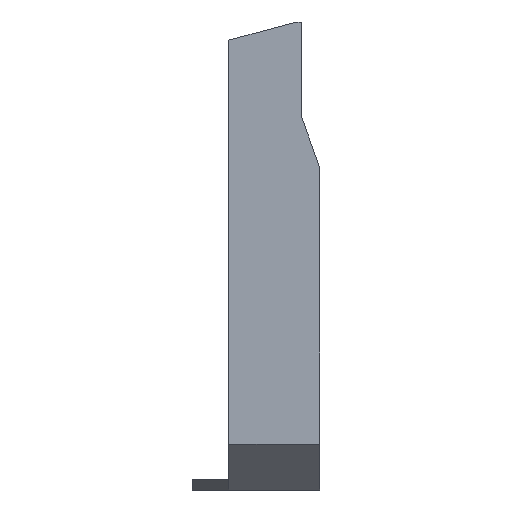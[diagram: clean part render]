
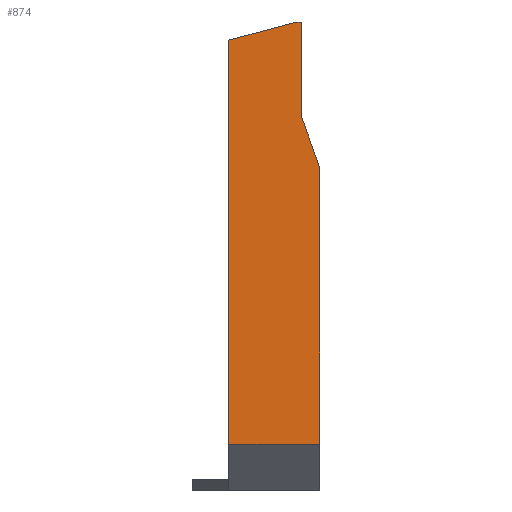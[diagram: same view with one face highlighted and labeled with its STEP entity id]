
A CAD part, left-side view. The second image highlights one B-rep face of the part: STEP entity #874.
In plain terms, the highlighted planar face has unit normal (-1, 0, 0).
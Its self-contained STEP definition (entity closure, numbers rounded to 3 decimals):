
#106 = CARTESIAN_POINT ( 'NONE',  ( -62., 22.797, 73.59 ) ) ;
#128 = CARTESIAN_POINT ( 'NONE',  ( -62., 25., -40. ) ) ;
#129 = EDGE_CURVE ( 'NONE', #1045, #1302, #1256, .T. ) ;
#133 = CARTESIAN_POINT ( 'NONE',  ( -62., 5., 52. ) ) ;
#172 = EDGE_CURVE ( 'NONE', #1742, #295, #566, .T. ) ;
#192 = VECTOR ( 'NONE', #537, 1000. ) ;
#202 = EDGE_LOOP ( 'NONE', ( #1710, #1368, #264, #1362, #711, #703, #487 ) ) ;
#216 = VECTOR ( 'NONE', #723, 1000. ) ;
#223 = FACE_OUTER_BOUND ( 'NONE', #202, .T. ) ;
#264 = ORIENTED_EDGE ( 'NONE', *, *, #951, .F. ) ;
#295 = VERTEX_POINT ( 'NONE', #1025 ) ;
#340 = CARTESIAN_POINT ( 'NONE',  ( -62., 5., 52. ) ) ;
#453 = VERTEX_POINT ( 'NONE', #713 ) ;
#487 = ORIENTED_EDGE ( 'NONE', *, *, #172, .T. ) ;
#526 = VECTOR ( 'NONE', #578, 1000. ) ;
#531 = EDGE_CURVE ( 'NONE', #656, #1742, #851, .T. ) ;
#537 = DIRECTION ( 'NONE',  ( 0., -0.336, -0.942 ) ) ;
#547 = LINE ( 'NONE', #1626, #192 ) ;
#557 = AXIS2_PLACEMENT_3D ( 'NONE', #1719, #907, #1450 ) ;
#566 = LINE ( 'NONE', #588, #875 ) ;
#578 = DIRECTION ( 'NONE',  ( 0., 0., 1. ) ) ;
#588 = CARTESIAN_POINT ( 'NONE',  ( -62., 7.5, 78. ) ) ;
#656 = VERTEX_POINT ( 'NONE', #340 ) ;
#659 = VERTEX_POINT ( 'NONE', #1021 ) ;
#667 = DIRECTION ( 'NONE',  ( 0., 0., 1. ) ) ;
#703 = ORIENTED_EDGE ( 'NONE', *, *, #531, .T. ) ;
#711 = ORIENTED_EDGE ( 'NONE', *, *, #996, .F. ) ;
#713 = CARTESIAN_POINT ( 'NONE',  ( -62., 25., 73. ) ) ;
#723 = DIRECTION ( 'NONE',  ( 0., 0., 1. ) ) ;
#845 = VECTOR ( 'NONE', #667, 1000. ) ;
#851 = LINE ( 'NONE', #133, #526 ) ;
#874 = ADVANCED_FACE ( 'NONE', ( #223 ), #1170, .T. ) ;
#875 = VECTOR ( 'NONE', #1544, 1000. ) ;
#904 = LINE ( 'NONE', #106, #1409 ) ;
#907 = DIRECTION ( 'NONE',  ( -1., 0., 0. ) ) ;
#951 = EDGE_CURVE ( 'NONE', #1045, #659, #1363, .T. ) ;
#996 = EDGE_CURVE ( 'NONE', #656, #1302, #547, .T. ) ;
#1021 = CARTESIAN_POINT ( 'NONE',  ( -62., 25., -38. ) ) ;
#1025 = CARTESIAN_POINT ( 'NONE',  ( -62., 6.34, 78. ) ) ;
#1045 = VERTEX_POINT ( 'NONE', #1648 ) ;
#1047 = EDGE_CURVE ( 'NONE', #659, #453, #1348, .T. ) ;
#1170 = PLANE ( 'NONE',  #557 ) ;
#1190 = CARTESIAN_POINT ( 'NONE',  ( -62., 0., 38. ) ) ;
#1205 = CARTESIAN_POINT ( 'NONE',  ( -62., 5., 78. ) ) ;
#1256 = LINE ( 'NONE', #1671, #216 ) ;
#1302 = VERTEX_POINT ( 'NONE', #1190 ) ;
#1348 = LINE ( 'NONE', #128, #845 ) ;
#1362 = ORIENTED_EDGE ( 'NONE', *, *, #129, .T. ) ;
#1363 = LINE ( 'NONE', #1530, #1676 ) ;
#1368 = ORIENTED_EDGE ( 'NONE', *, *, #1047, .F. ) ;
#1409 = VECTOR ( 'NONE', #1596, 1000. ) ;
#1450 = DIRECTION ( 'NONE',  ( 0., 0., 1. ) ) ;
#1530 = CARTESIAN_POINT ( 'NONE',  ( -62., 0., -38. ) ) ;
#1544 = DIRECTION ( 'NONE',  ( 0., 1., 0. ) ) ;
#1555 = EDGE_CURVE ( 'NONE', #453, #295, #904, .T. ) ;
#1596 = DIRECTION ( 'NONE',  ( 0., -0.966, 0.259 ) ) ;
#1626 = CARTESIAN_POINT ( 'NONE',  ( -62., -11.103, 6.912 ) ) ;
#1648 = CARTESIAN_POINT ( 'NONE',  ( -62., 0., -38. ) ) ;
#1667 = DIRECTION ( 'NONE',  ( 0., 1., 0. ) ) ;
#1671 = CARTESIAN_POINT ( 'NONE',  ( -62., 0., -40. ) ) ;
#1676 = VECTOR ( 'NONE', #1667, 1000. ) ;
#1710 = ORIENTED_EDGE ( 'NONE', *, *, #1555, .F. ) ;
#1719 = CARTESIAN_POINT ( 'NONE',  ( -62., 0., -40. ) ) ;
#1742 = VERTEX_POINT ( 'NONE', #1205 ) ;
